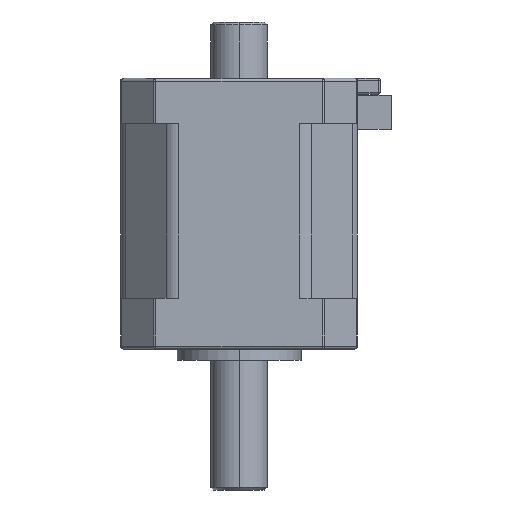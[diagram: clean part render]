
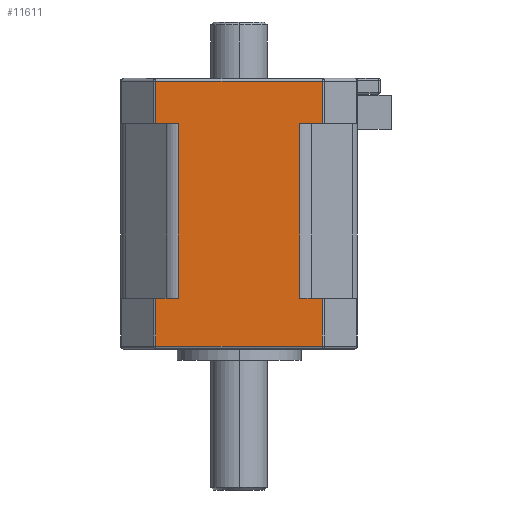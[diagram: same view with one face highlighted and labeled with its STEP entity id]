
A CAD part, left-side view. The second image highlights one B-rep face of the part: STEP entity #11611.
In plain terms, the highlighted planar face has unit normal (-1, 0, 0).
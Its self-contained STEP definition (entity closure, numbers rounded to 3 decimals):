
#47 = LINE ( 'NONE', #1839, #2535 ) ;
#336 = ORIENTED_EDGE ( 'NONE', *, *, #2436, .T. ) ;
#447 = ORIENTED_EDGE ( 'NONE', *, *, #879, .T. ) ;
#448 = DIRECTION ( 'NONE',  ( 0., 0., 1. ) ) ;
#543 = CARTESIAN_POINT ( 'NONE',  ( -21., 21., 31. ) ) ;
#564 = LINE ( 'NONE', #5726, #11232 ) ;
#721 = CARTESIAN_POINT ( 'NONE',  ( -21., 21., 0. ) ) ;
#750 = PLANE ( 'NONE',  #11691 ) ;
#830 = EDGE_CURVE ( 'NONE', #11023, #1325, #7823, .T. ) ;
#831 = LINE ( 'NONE', #1350, #7287 ) ;
#879 = EDGE_CURVE ( 'NONE', #11617, #1598, #5019, .T. ) ;
#907 = CARTESIAN_POINT ( 'NONE',  ( -21., -15., -8.5 ) ) ;
#1098 = LINE ( 'NONE', #7174, #8226 ) ;
#1280 = DIRECTION ( 'NONE',  ( 0., 0., 1. ) ) ;
#1325 = VERTEX_POINT ( 'NONE', #9671 ) ;
#1350 = CARTESIAN_POINT ( 'NONE',  ( -21., -14.793, 39. ) ) ;
#1558 = LINE ( 'NONE', #3512, #5743 ) ;
#1598 = VERTEX_POINT ( 'NONE', #8357 ) ;
#1839 = CARTESIAN_POINT ( 'NONE',  ( -21., 14.793, 31. ) ) ;
#2289 = VERTEX_POINT ( 'NONE', #7736 ) ;
#2295 = DIRECTION ( 'NONE',  ( 0., 0., -1. ) ) ;
#2436 = EDGE_CURVE ( 'NONE', #2926, #11617, #10610, .T. ) ;
#2535 = VECTOR ( 'NONE', #7184, 1000. ) ;
#2683 = VECTOR ( 'NONE', #4843, 1000. ) ;
#2926 = VERTEX_POINT ( 'NONE', #5255 ) ;
#2984 = VERTEX_POINT ( 'NONE', #10627 ) ;
#3005 = DIRECTION ( 'NONE',  ( 0., 0., 1. ) ) ;
#3166 = CARTESIAN_POINT ( 'NONE',  ( -21., -14.793, 38.5 ) ) ;
#3240 = LINE ( 'NONE', #10518, #2683 ) ;
#3324 = ORIENTED_EDGE ( 'NONE', *, *, #8844, .T. ) ;
#3512 = CARTESIAN_POINT ( 'NONE',  ( -21., 14.793, -9. ) ) ;
#3535 = DIRECTION ( 'NONE',  ( 1., 0., 0. ) ) ;
#3706 = CARTESIAN_POINT ( 'NONE',  ( -21., -10.757, 31. ) ) ;
#3886 = ORIENTED_EDGE ( 'NONE', *, *, #10707, .T. ) ;
#4078 = EDGE_CURVE ( 'NONE', #4871, #6354, #7490, .T. ) ;
#4360 = CARTESIAN_POINT ( 'NONE',  ( -21., 21., 31. ) ) ;
#4467 = EDGE_CURVE ( 'NONE', #7435, #2289, #6888, .T. ) ;
#4843 = DIRECTION ( 'NONE',  ( 0., 1., 0. ) ) ;
#4871 = VERTEX_POINT ( 'NONE', #9331 ) ;
#4967 = ORIENTED_EDGE ( 'NONE', *, *, #10224, .T. ) ;
#5019 = LINE ( 'NONE', #5967, #10885 ) ;
#5255 = CARTESIAN_POINT ( 'NONE',  ( -21., 14.793, 31. ) ) ;
#5377 = ORIENTED_EDGE ( 'NONE', *, *, #6608, .T. ) ;
#5379 = CARTESIAN_POINT ( 'NONE',  ( -21., 10.757, 31. ) ) ;
#5381 = VECTOR ( 'NONE', #448, 1000. ) ;
#5520 = ORIENTED_EDGE ( 'NONE', *, *, #4467, .T. ) ;
#5726 = CARTESIAN_POINT ( 'NONE',  ( -21., -10.757, 31. ) ) ;
#5743 = VECTOR ( 'NONE', #8930, 1000. ) ;
#5940 = ORIENTED_EDGE ( 'NONE', *, *, #8192, .T. ) ;
#5967 = CARTESIAN_POINT ( 'NONE',  ( -21., 10.757, 0. ) ) ;
#6209 = DIRECTION ( 'NONE',  ( 0., 0., -1. ) ) ;
#6325 = VERTEX_POINT ( 'NONE', #10977 ) ;
#6354 = VERTEX_POINT ( 'NONE', #7379 ) ;
#6608 = EDGE_CURVE ( 'NONE', #6325, #4871, #1558, .T. ) ;
#6731 = VECTOR ( 'NONE', #7321, 1000. ) ;
#6888 = LINE ( 'NONE', #721, #11592 ) ;
#6917 = LINE ( 'NONE', #7576, #5381 ) ;
#6947 = ORIENTED_EDGE ( 'NONE', *, *, #6974, .T. ) ;
#6974 = EDGE_CURVE ( 'NONE', #2984, #2926, #47, .T. ) ;
#7125 = EDGE_CURVE ( 'NONE', #1325, #8375, #831, .T. ) ;
#7174 = CARTESIAN_POINT ( 'NONE',  ( -21., 21., 0. ) ) ;
#7184 = DIRECTION ( 'NONE',  ( 0., 0., -1. ) ) ;
#7287 = VECTOR ( 'NONE', #3005, 1000. ) ;
#7306 = ORIENTED_EDGE ( 'NONE', *, *, #830, .T. ) ;
#7321 = DIRECTION ( 'NONE',  ( 0., -1., 0. ) ) ;
#7379 = CARTESIAN_POINT ( 'NONE',  ( -21., -14.793, -8.5 ) ) ;
#7382 = EDGE_LOOP ( 'NONE', ( #5940, #5377, #10862, #3886, #5520, #4967, #7306, #7851, #3324, #6947, #336, #447 ) ) ;
#7435 = VERTEX_POINT ( 'NONE', #10623 ) ;
#7490 = LINE ( 'NONE', #907, #6731 ) ;
#7576 = CARTESIAN_POINT ( 'NONE',  ( -21., -14.793, 0. ) ) ;
#7603 = VECTOR ( 'NONE', #9553, 1000. ) ;
#7706 = CARTESIAN_POINT ( 'NONE',  ( -21., 21., 31. ) ) ;
#7736 = CARTESIAN_POINT ( 'NONE',  ( -21., -10.757, 0. ) ) ;
#7823 = LINE ( 'NONE', #7706, #7603 ) ;
#7851 = ORIENTED_EDGE ( 'NONE', *, *, #7125, .T. ) ;
#8192 = EDGE_CURVE ( 'NONE', #1598, #6325, #1098, .T. ) ;
#8226 = VECTOR ( 'NONE', #10936, 1000. ) ;
#8357 = CARTESIAN_POINT ( 'NONE',  ( -21., 10.757, 0. ) ) ;
#8375 = VERTEX_POINT ( 'NONE', #3166 ) ;
#8689 = DIRECTION ( 'NONE',  ( 0., -1., 0. ) ) ;
#8805 = DIRECTION ( 'NONE',  ( 0., 1., 0. ) ) ;
#8844 = EDGE_CURVE ( 'NONE', #8375, #2984, #3240, .T. ) ;
#8897 = FACE_OUTER_BOUND ( 'NONE', #7382, .T. ) ;
#8930 = DIRECTION ( 'NONE',  ( 0., 0., -1. ) ) ;
#9331 = CARTESIAN_POINT ( 'NONE',  ( -21., 14.793, -8.5 ) ) ;
#9553 = DIRECTION ( 'NONE',  ( 0., -1., 0. ) ) ;
#9671 = CARTESIAN_POINT ( 'NONE',  ( -21., -14.793, 31. ) ) ;
#10224 = EDGE_CURVE ( 'NONE', #2289, #11023, #564, .T. ) ;
#10518 = CARTESIAN_POINT ( 'NONE',  ( -21., 15., 38.5 ) ) ;
#10610 = LINE ( 'NONE', #543, #11715 ) ;
#10623 = CARTESIAN_POINT ( 'NONE',  ( -21., -14.793, 0. ) ) ;
#10627 = CARTESIAN_POINT ( 'NONE',  ( -21., 14.793, 38.5 ) ) ;
#10707 = EDGE_CURVE ( 'NONE', #6354, #7435, #6917, .T. ) ;
#10862 = ORIENTED_EDGE ( 'NONE', *, *, #4078, .T. ) ;
#10885 = VECTOR ( 'NONE', #2295, 1000. ) ;
#10936 = DIRECTION ( 'NONE',  ( 0., 1., 0. ) ) ;
#10977 = CARTESIAN_POINT ( 'NONE',  ( -21., 14.793, 0. ) ) ;
#11023 = VERTEX_POINT ( 'NONE', #3706 ) ;
#11232 = VECTOR ( 'NONE', #1280, 1000. ) ;
#11592 = VECTOR ( 'NONE', #8805, 1000. ) ;
#11611 = ADVANCED_FACE ( 'NONE', ( #8897 ), #750, .F. ) ;
#11617 = VERTEX_POINT ( 'NONE', #5379 ) ;
#11691 = AXIS2_PLACEMENT_3D ( 'NONE', #4360, #3535, #6209 ) ;
#11715 = VECTOR ( 'NONE', #8689, 1000. ) ;
